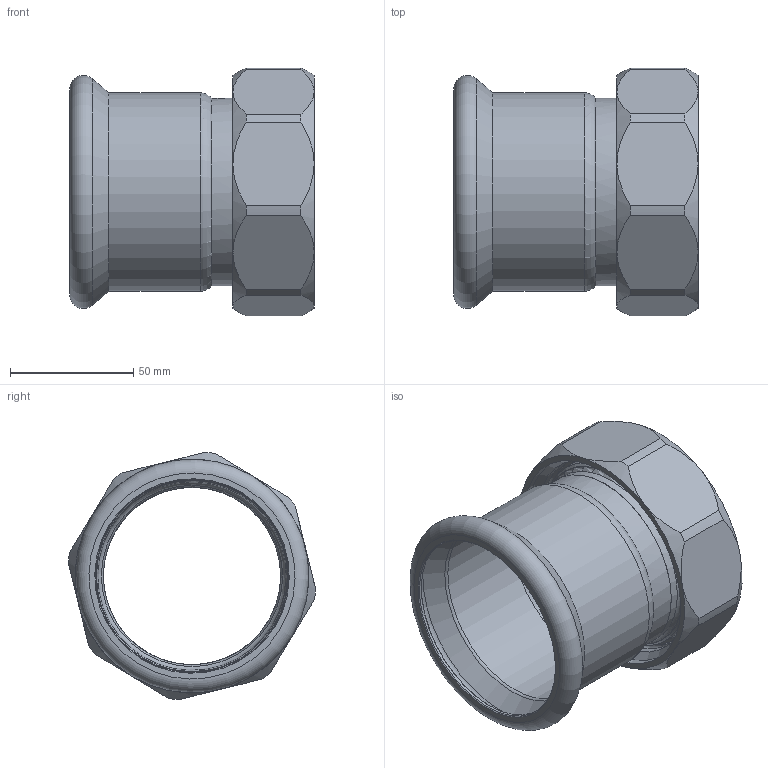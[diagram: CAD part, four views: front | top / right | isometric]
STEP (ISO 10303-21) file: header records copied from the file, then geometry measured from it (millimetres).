
FILE_DESCRIPTION(/* description */ (''),/* implementation_level */ '2;1');
FILE_NAME(/* name */ '45039.stp',/* time_stamp */ '2023-09-08T11:35:36+02:00',/* author */ ('JANAN'),/* organization */ (''),/* preprocessor_version */ 'ST-DEVELOPER v19.2',/* originating_system */ 'Autodesk Inventor 2023',/* authorisation */ '');
FILE_SCHEMA (('AUTOMOTIVE_DESIGN { 1 0 10303 214 3 1 1 }'));
Length unit declared in the file: millimetre
Products named in the file (1): tmp9872.tmp
Bounding box: 99.25 x 100.59 x 100.59 mm (x, y, z)
Volume: 108400.8 mm3; surface area: 75143.4 mm2
Topology: 4 solids, 4 shells, 82 faces, 174 edges, 104 vertices
Faces by surface type: cone 30, cylinder 23, plane 20, torus 9
Full cylindrical faces by diameter (mm): 72 x1, 72.1 x1, 73 x1, 76 x1, 76.1 x1, 76.7 x1, 78.2 x1, 80.7 x1, 81.2 x1, 84.7 x2, 85.2 x1, 85.5 x2, 90.4 x1
Entity records: 2040 total; most frequent: CARTESIAN_POINT 383, DIRECTION 351, ORIENTED_EDGE 300, AXIS2_PLACEMENT_3D 156, EDGE_CURVE 150, VERTEX_POINT 92, CIRCLE 85, EDGE_LOOP 82
